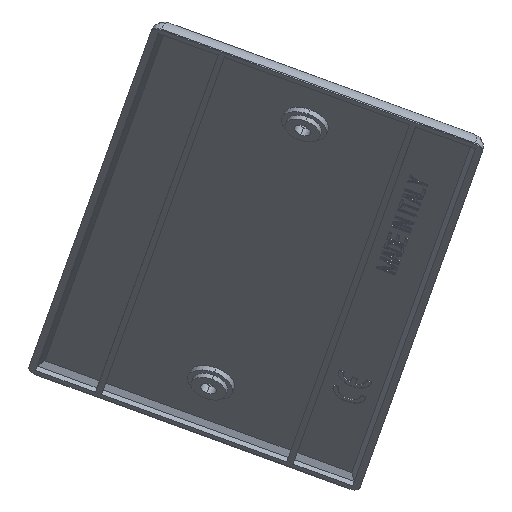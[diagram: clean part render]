
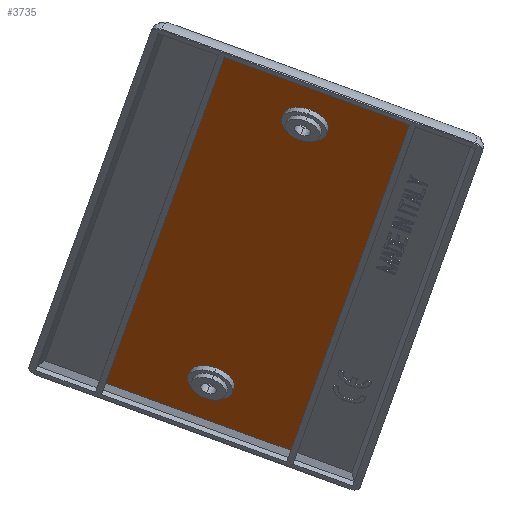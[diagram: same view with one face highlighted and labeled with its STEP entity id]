
A CAD part, left-side view. The second image highlights one B-rep face of the part: STEP entity #3735.
In plain terms, the highlighted planar face has unit normal (-0.55, 0.286, -0.785).
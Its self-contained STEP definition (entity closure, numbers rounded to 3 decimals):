
#3638=CARTESIAN_POINT('Vertex',(3.658,15.721,6.218)) ;
#3641=CARTESIAN_POINT('Line Origine',(62.093,28.872,-29.912)) ;
#3645=CARTESIAN_POINT('Vertex',(120.529,42.022,-66.043)) ;
#3669=CARTESIAN_POINT('Axis2P3D Location',(62.093,49.075,-22.559)) ;
#3674=CARTESIAN_POINT('Line Origine',(3.658,35.925,13.571)) ;
#3678=CARTESIAN_POINT('Vertex',(3.658,56.128,20.925)) ;
#3681=CARTESIAN_POINT('Line Origine',(62.093,69.279,-15.206)) ;
#3685=CARTESIAN_POINT('Vertex',(120.529,82.429,-51.336)) ;
#3688=CARTESIAN_POINT('Line Origine',(120.529,62.226,-58.689)) ;
#3699=CARTESIAN_POINT('Axis2P3D Location',(107.622,59.321,-50.709)) ;
#3703=CARTESIAN_POINT('Vertex',(111.924,60.289,-53.369)) ;
#3705=CARTESIAN_POINT('Vertex',(103.32,58.353,-48.049)) ;
#3708=CARTESIAN_POINT('Axis2P3D Location',(107.622,59.321,-50.709)) ;
#3717=CARTESIAN_POINT('Axis2P3D Location',(16.565,38.829,5.591)) ;
#3721=CARTESIAN_POINT('Vertex',(12.263,37.861,8.251)) ;
#3723=CARTESIAN_POINT('Vertex',(20.867,39.798,2.931)) ;
#3726=CARTESIAN_POINT('Axis2P3D Location',(16.565,38.829,5.591)) ;
#3642=DIRECTION('Vector Direction',(-0.835,-0.188,0.517)) ;
#3670=DIRECTION('Axis2P3D Direction',(-0.55,0.286,-0.785)) ;
#3671=DIRECTION('Axis2P3D XDirection',(-0.835,-0.188,0.517)) ;
#3675=DIRECTION('Vector Direction',(0.,0.94,0.342)) ;
#3682=DIRECTION('Vector Direction',(-0.835,-0.188,0.517)) ;
#3689=DIRECTION('Vector Direction',(0.,0.94,0.342)) ;
#3700=DIRECTION('Axis2P3D Direction',(-0.55,0.286,-0.785)) ;
#3709=DIRECTION('Axis2P3D Direction',(-0.55,0.286,-0.785)) ;
#3718=DIRECTION('Axis2P3D Direction',(-0.55,0.286,-0.785)) ;
#3727=DIRECTION('Axis2P3D Direction',(-0.55,0.286,-0.785)) ;
#3672=AXIS2_PLACEMENT_3D('Plane Axis2P3D',#3669,#3670,#3671) ;
#3701=AXIS2_PLACEMENT_3D('Circle Axis2P3D',#3699,#3700,$) ;
#3710=AXIS2_PLACEMENT_3D('Circle Axis2P3D',#3708,#3709,$) ;
#3719=AXIS2_PLACEMENT_3D('Circle Axis2P3D',#3717,#3718,$) ;
#3728=AXIS2_PLACEMENT_3D('Circle Axis2P3D',#3726,#3727,$) ;
#3694=ORIENTED_EDGE('',*,*,#3647,.F.) ;
#3695=ORIENTED_EDGE('',*,*,#3680,.T.) ;
#3696=ORIENTED_EDGE('',*,*,#3687,.T.) ;
#3697=ORIENTED_EDGE('',*,*,#3692,.F.) ;
#3714=ORIENTED_EDGE('',*,*,#3707,.F.) ;
#3715=ORIENTED_EDGE('',*,*,#3712,.F.) ;
#3732=ORIENTED_EDGE('',*,*,#3725,.T.) ;
#3733=ORIENTED_EDGE('',*,*,#3730,.T.) ;
#3716=FACE_BOUND('',#3713,.T.) ;
#3734=FACE_BOUND('',#3731,.T.) ;
#3643=VECTOR('Line Direction',#3642,1.) ;
#3676=VECTOR('Line Direction',#3675,1.) ;
#3683=VECTOR('Line Direction',#3682,1.) ;
#3690=VECTOR('Line Direction',#3689,1.) ;
#3735=ADVANCED_FACE('DP2504CD.1\\PartBody',(#3698,#3716,#3734),#3673,.T.) ;
#3702=CIRCLE('generated circle',#3701,5.15) ;
#3711=CIRCLE('generated circle',#3710,5.15) ;
#3720=CIRCLE('generated circle',#3719,5.15) ;
#3729=CIRCLE('generated circle',#3728,5.15) ;
#3647=EDGE_CURVE('',#3639,#3646,#3644,.F.) ;
#3680=EDGE_CURVE('',#3639,#3679,#3677,.T.) ;
#3687=EDGE_CURVE('',#3679,#3686,#3684,.F.) ;
#3692=EDGE_CURVE('',#3646,#3686,#3691,.T.) ;
#3707=EDGE_CURVE('',#3704,#3706,#3702,.T.) ;
#3712=EDGE_CURVE('',#3706,#3704,#3711,.T.) ;
#3725=EDGE_CURVE('',#3722,#3724,#3720,.F.) ;
#3730=EDGE_CURVE('',#3724,#3722,#3729,.F.) ;
#3693=EDGE_LOOP('',(#3694,#3695,#3696,#3697)) ;
#3713=EDGE_LOOP('',(#3714,#3715)) ;
#3731=EDGE_LOOP('',(#3732,#3733)) ;
#3698=FACE_OUTER_BOUND('',#3693,.T.) ;
#3644=LINE('Line',#3641,#3643) ;
#3677=LINE('Line',#3674,#3676) ;
#3684=LINE('Line',#3681,#3683) ;
#3691=LINE('Line',#3688,#3690) ;
#3673=PLANE('',#3672) ;
#3639=VERTEX_POINT('',#3638) ;
#3646=VERTEX_POINT('',#3645) ;
#3679=VERTEX_POINT('',#3678) ;
#3686=VERTEX_POINT('',#3685) ;
#3704=VERTEX_POINT('',#3703) ;
#3706=VERTEX_POINT('',#3705) ;
#3722=VERTEX_POINT('',#3721) ;
#3724=VERTEX_POINT('',#3723) ;
